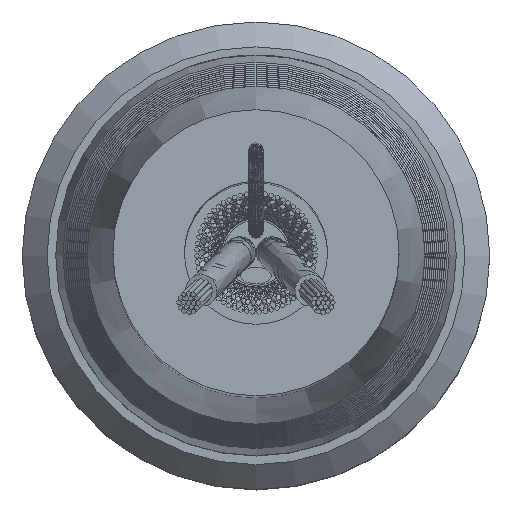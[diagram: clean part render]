
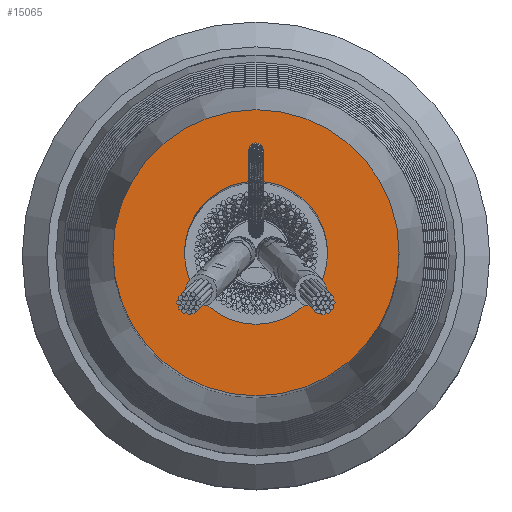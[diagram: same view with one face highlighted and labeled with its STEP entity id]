
A CAD part, top view. The second image highlights one B-rep face of the part: STEP entity #15065.
In plain terms, the highlighted planar face has unit normal (0, 0, 1).
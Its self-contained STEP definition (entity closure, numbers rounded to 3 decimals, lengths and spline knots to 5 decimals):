
#1619=PLANE('',#15862);
#1854=FACE_BOUND('',#2851,.T.);
#2065=FACE_OUTER_BOUND('',#2850,.T.);
#2850=EDGE_LOOP('',(#9334));
#2851=EDGE_LOOP('',(#9335));
#3836=CIRCLE('',#15855,0.125);
#3840=CIRCLE('',#15861,0.25);
#5316=VERTEX_POINT('',#21741);
#5320=VERTEX_POINT('',#21751);
#6881=EDGE_CURVE('',#5316,#5316,#3836,.T.);
#6885=EDGE_CURVE('',#5320,#5320,#3840,.T.);
#9334=ORIENTED_EDGE('',*,*,#6885,.F.);
#9335=ORIENTED_EDGE('',*,*,#6881,.T.);
#15065=ADVANCED_FACE('',(#2065,#1854),#1619,.F.);
#15855=AXIS2_PLACEMENT_3D('',#21742,#17761,#17762);
#15861=AXIS2_PLACEMENT_3D('',#21752,#17773,#17774);
#15862=AXIS2_PLACEMENT_3D('',#21753,#17775,#17776);
#17761=DIRECTION('center_axis',(0.,0.,
-1.));
#17762=DIRECTION('ref_axis',(-1.,0.,0.));
#17773=DIRECTION('center_axis',(0.,0.,
-1.));
#17774=DIRECTION('ref_axis',(-1.,0.,0.));
#17775=DIRECTION('center_axis',(0.,0.,
-1.));
#17776=DIRECTION('ref_axis',(-1.,0.,0.));
#21741=CARTESIAN_POINT('',(0.125,0.,3.08));
#21742=CARTESIAN_POINT('Origin',(0.,0.,
3.08));
#21751=CARTESIAN_POINT('',(0.25,0.,3.08));
#21752=CARTESIAN_POINT('Origin',(0.,0.,
3.08));
#21753=CARTESIAN_POINT('Origin',(0.,0.,
3.08));
